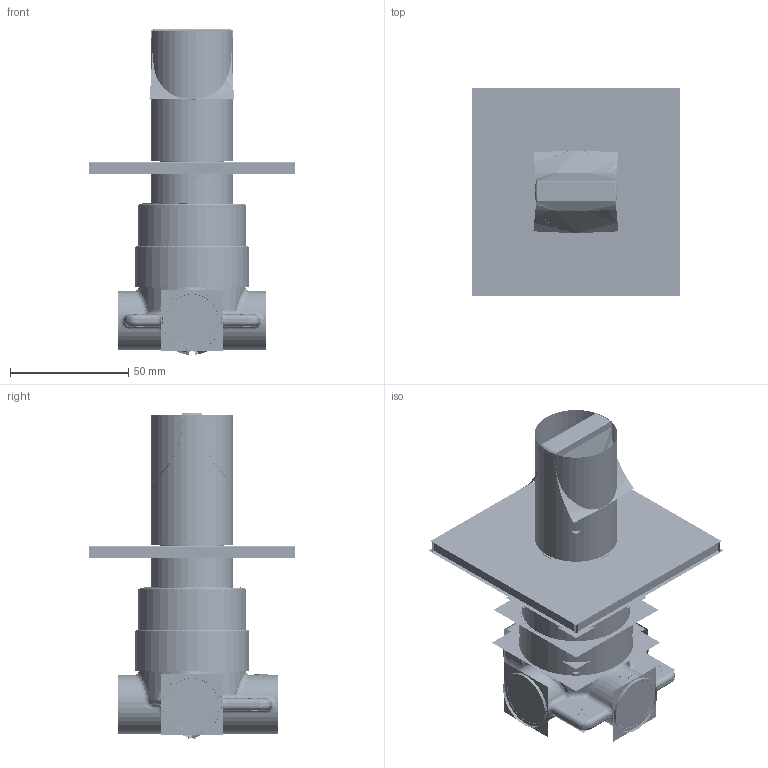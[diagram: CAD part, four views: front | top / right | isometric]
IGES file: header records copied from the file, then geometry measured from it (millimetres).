
Start section:  PTC IGES file: a42839_asm.igs
Global section: file name: a42839_asm.igs; native system: Creo Parametric by PTC Inc.; preprocessor: 2018300; author: kazem.moradi; organization: Unknown; date: 20211111.160348; units: millimetre
Bounding box: 88.4 x 88.4 x 138.07 mm (x, y, z)
Surface area: 407161.9 mm2 (no closed solid volume)
Topology: 0 solids, 0 shells, 3632 faces, 55807 edges, 73323 vertices
Faces by surface type: revolution 2158, bspline 1458, extrusion 16
